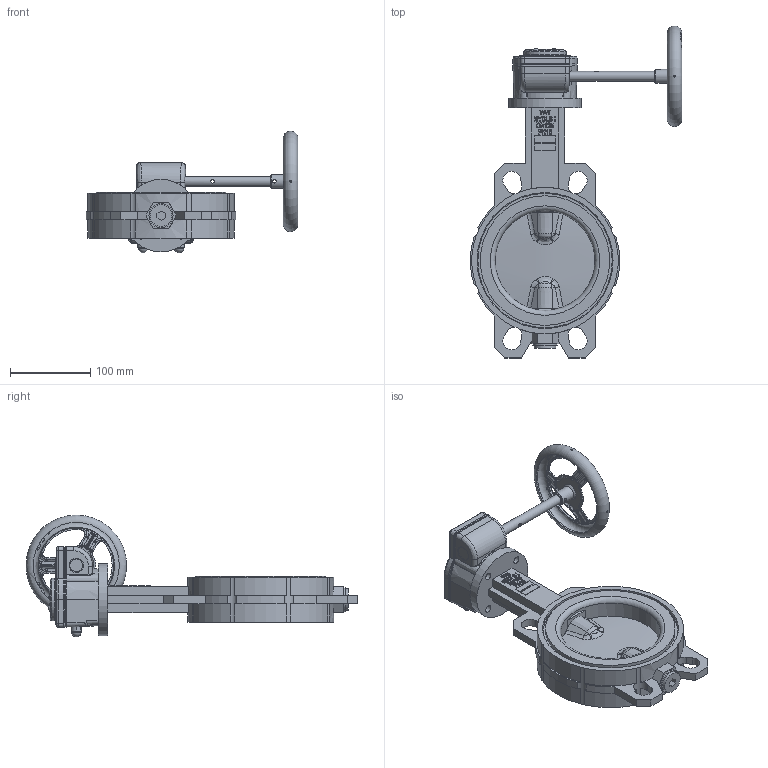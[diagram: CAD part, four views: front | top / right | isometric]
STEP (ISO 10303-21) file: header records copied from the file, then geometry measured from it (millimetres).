
FILE_DESCRIPTION(/* description */ ('STEP AP214'),/* implementation_level */ '2;1');
FILE_NAME(/* name */ '2311bv125_stp_1.step',/* time_stamp */ '2025-10-24T08:18:56+02:00',/* author */ (''),/* organization */ (''),/* preprocessor_version */ 'ST-DEVELOPER v20.1',/* originating_system */ 'Autodesk Translation Framework v14.17.0.0',/* authorisation */ '');
FILE_SCHEMA (('AUTOMOTIVE_DESIGN { 1 0 10303 214 3 1 1 }'));
Products named in the file (3): EVCLS-i DN125 PN16 F07-L14; 1; PS125-12 Bush
Assembly tree (2 placements, depth 3):
  EVCLS-i DN125 PN16 F07-L14
    1
      PS125-12 Bush
Bounding box: 263 x 412.49 x 151.29 mm (x, y, z)
Volume: 1402909.5 mm3; surface area: 293398 mm2
Topology: 3 solids, 17 shells, 2726 faces, 7144 edges, 4517 vertices
Faces by surface type: plane 1153, cylinder 573, bspline 519, torus 226, cone 208, sphere 47
Full cylindrical faces by diameter (mm): 2 x4, 3.3 x2, 4 x4, 4.1 x4, 4.2 x4, 4.5 x2, 4.917 x4, 5 x4, 6 x4, 6.5 x4, 6.647 x4, 7.6 x2, 8 x1, 9 x4, 9.78 x4, 10 x1, 10.5 x4, 12 x4, 13 x2, 14 x2, 16 x1, 17 x1, 18 x3, 27 x1, 30 x1, 39.4 x2, 41.25 x2, 42.25 x2, 46 x1, 53 x1
Entity records: 183099 total; most frequent: CARTESIAN_POINT 116248, ORIENTED_EDGE 14178, DIRECTION 12567, EDGE_CURVE 7089, AXIS2_PLACEMENT_3D 4723, VERTEX_POINT 4517, LINE 3121, VECTOR 3121
